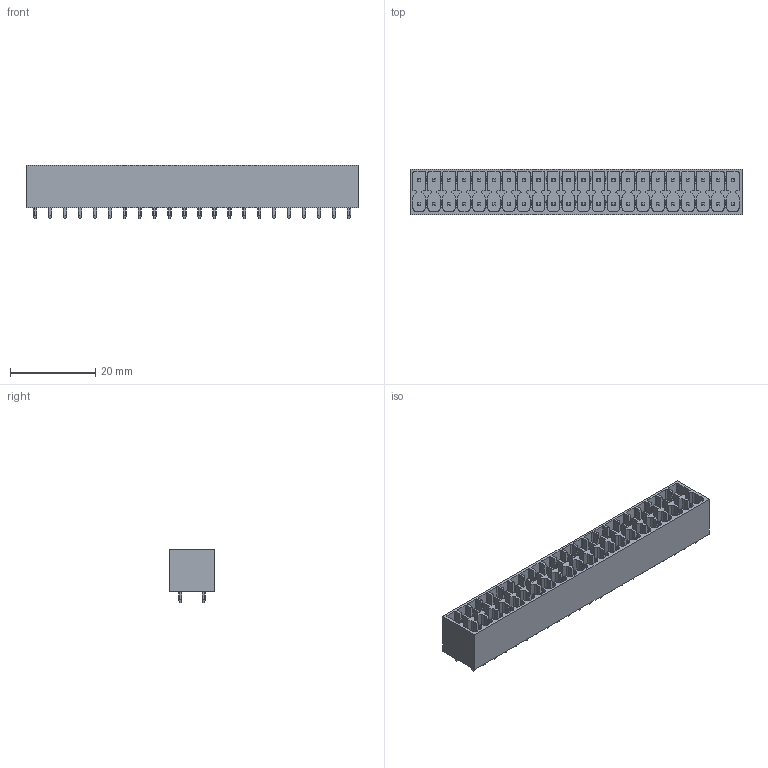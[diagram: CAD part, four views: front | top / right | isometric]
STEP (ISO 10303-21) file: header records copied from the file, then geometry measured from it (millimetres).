
FILE_DESCRIPTION((''),'2;1');
FILE_NAME('44444','2024-09-11T13:48:59',('tluser'),(''),'CREO PARAMETRIC BY PTC INC, 2018100','CREO PARAMETRIC BY PTC INC, 2018100','');
FILE_SCHEMA(('CONFIG_CONTROL_DESIGN'));
Products named in the file (1): 44444
Bounding box: 77.8 x 10.6 x 12.6 mm (x, y, z)
Volume: 5199.6 mm3; surface area: 7144.9 mm2
Topology: 1 solids, 1 shells, 1927 faces, 5508 edges, 3672 vertices
Faces by surface type: plane 1231, cylinder 696
Entity records: 63152 total; most frequent: CARTESIAN_POINT 13087, ORIENTED_EDGE 11016, DIRECTION 9698, EDGE_CURVE 5508, VECTOR 3764, LINE 3764, VERTEX_POINT 3672, AXIS2_PLACEMENT_3D 2967
